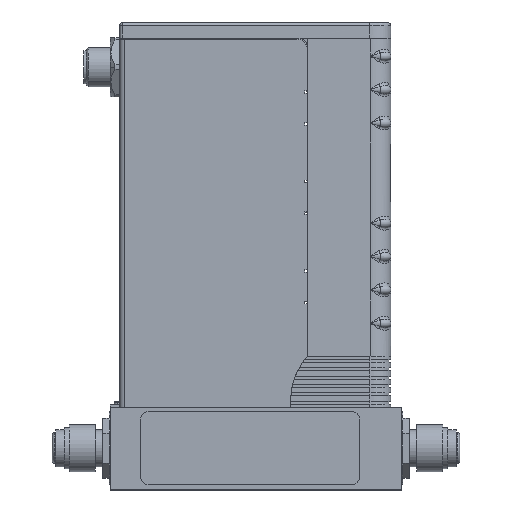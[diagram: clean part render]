
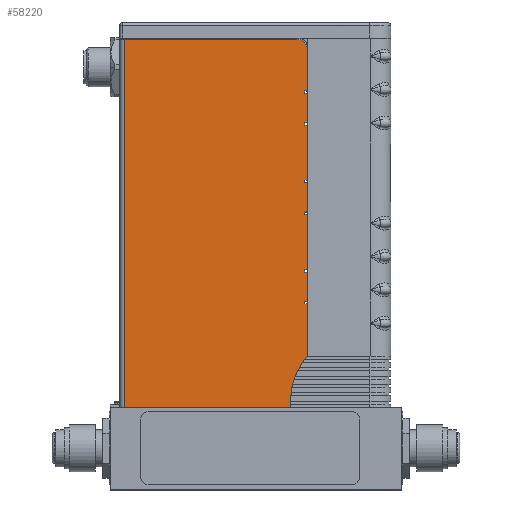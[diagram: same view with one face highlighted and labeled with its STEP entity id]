
A CAD part, top view. The second image highlights one B-rep face of the part: STEP entity #58220.
In plain terms, the highlighted planar face has unit normal (0, 0, 1).
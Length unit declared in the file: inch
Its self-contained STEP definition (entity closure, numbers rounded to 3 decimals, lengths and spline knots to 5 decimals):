
#55907=DIRECTION('',(1.,0.,0.));
#55908=VECTOR('',#55907,1.98925);
#55909=CARTESIAN_POINT('',(0.06,0.,0.5625));
#55910=LINE('',#55909,#55908);
#56057=DIRECTION('',(-1.,0.,0.));
#56058=VECTOR('',#56057,0.03);
#56059=CARTESIAN_POINT('',(2.25,3.79,0.5625));
#56060=LINE('',#56059,#56058);
#56061=DIRECTION('',(0.,-1.,0.));
#56062=VECTOR('',#56061,0.03);
#56063=CARTESIAN_POINT('',(2.22,3.79,0.5625));
#56064=LINE('',#56063,#56062);
#56065=DIRECTION('',(-1.,0.,0.));
#56066=VECTOR('',#56065,0.03);
#56067=CARTESIAN_POINT('',(2.25,3.76,0.5625));
#56068=LINE('',#56067,#56066);
#56069=DIRECTION('',(0.,-1.,0.));
#56070=VECTOR('',#56069,0.35);
#56071=CARTESIAN_POINT('',(2.25,3.76,0.5625));
#56072=LINE('',#56071,#56070);
#56073=DIRECTION('',(-1.,0.,0.));
#56074=VECTOR('',#56073,0.03);
#56075=CARTESIAN_POINT('',(2.25,3.41,0.5625));
#56076=LINE('',#56075,#56074);
#56077=DIRECTION('',(0.,-1.,0.));
#56078=VECTOR('',#56077,0.03);
#56079=CARTESIAN_POINT('',(2.22,3.41,0.5625));
#56080=LINE('',#56079,#56078);
#56081=DIRECTION('',(-1.,0.,0.));
#56082=VECTOR('',#56081,0.03);
#56083=CARTESIAN_POINT('',(2.25,3.38,0.5625));
#56084=LINE('',#56083,#56082);
#56085=DIRECTION('',(-1.,0.,0.));
#56086=VECTOR('',#56085,0.03);
#56087=CARTESIAN_POINT('',(2.25,2.72,0.5625));
#56088=LINE('',#56087,#56086);
#56089=DIRECTION('',(0.,-1.,0.));
#56090=VECTOR('',#56089,0.03);
#56091=CARTESIAN_POINT('',(2.22,2.72,0.5625));
#56092=LINE('',#56091,#56090);
#56093=DIRECTION('',(-1.,0.,0.));
#56094=VECTOR('',#56093,0.03);
#56095=CARTESIAN_POINT('',(2.25,2.69,0.5625));
#56096=LINE('',#56095,#56094);
#56097=DIRECTION('',(0.,-1.,0.));
#56098=VECTOR('',#56097,0.35);
#56099=CARTESIAN_POINT('',(2.25,2.69,0.5625));
#56100=LINE('',#56099,#56098);
#56101=DIRECTION('',(-1.,0.,0.));
#56102=VECTOR('',#56101,0.03);
#56103=CARTESIAN_POINT('',(2.25,2.34,0.5625));
#56104=LINE('',#56103,#56102);
#56105=DIRECTION('',(0.,-1.,0.));
#56106=VECTOR('',#56105,0.03);
#56107=CARTESIAN_POINT('',(2.22,2.34,0.5625));
#56108=LINE('',#56107,#56106);
#56109=DIRECTION('',(-1.,0.,0.));
#56110=VECTOR('',#56109,0.03);
#56111=CARTESIAN_POINT('',(2.25,2.31,0.5625));
#56112=LINE('',#56111,#56110);
#56113=DIRECTION('',(-1.,0.,0.));
#56114=VECTOR('',#56113,0.03);
#56115=CARTESIAN_POINT('',(2.25,1.65,0.5625));
#56116=LINE('',#56115,#56114);
#56117=DIRECTION('',(0.,-1.,0.));
#56118=VECTOR('',#56117,0.03);
#56119=CARTESIAN_POINT('',(2.22,1.65,0.5625));
#56120=LINE('',#56119,#56118);
#56121=DIRECTION('',(-1.,0.,0.));
#56122=VECTOR('',#56121,0.03);
#56123=CARTESIAN_POINT('',(2.25,1.62,0.5625));
#56124=LINE('',#56123,#56122);
#56125=DIRECTION('',(0.,-1.,0.));
#56126=VECTOR('',#56125,0.35);
#56127=CARTESIAN_POINT('',(2.25,1.62,0.5625));
#56128=LINE('',#56127,#56126);
#56129=DIRECTION('',(-1.,0.,0.));
#56130=VECTOR('',#56129,0.03);
#56131=CARTESIAN_POINT('',(2.25,1.27,0.5625));
#56132=LINE('',#56131,#56130);
#56133=DIRECTION('',(0.,-1.,0.));
#56134=VECTOR('',#56133,0.03);
#56135=CARTESIAN_POINT('',(2.22,1.27,0.5625));
#56136=LINE('',#56135,#56134);
#56137=DIRECTION('',(-1.,0.,0.));
#56138=VECTOR('',#56137,0.03);
#56139=CARTESIAN_POINT('',(2.25,1.24,0.5625));
#56140=LINE('',#56139,#56138);
#56141=CARTESIAN_POINT('',(2.84925,0.08,0.5625));
#56142=DIRECTION('',(0.,0.,1.));
#56143=DIRECTION('',(-0.749,0.663,0.));
#56144=AXIS2_PLACEMENT_3D('',#56141,#56142,#56143);
#56146=DIRECTION('',(0.,1.,0.));
#56147=VECTOR('',#56146,0.08);
#56148=CARTESIAN_POINT('',(2.04925,0.,0.5625));
#56149=LINE('',#56148,#56147);
#56159=DIRECTION('',(0.,-1.,0.));
#56160=VECTOR('',#56159,4.41);
#56161=CARTESIAN_POINT('',(0.06,4.41,0.5625));
#56162=LINE('',#56161,#56160);
#56485=DIRECTION('',(1.,0.,0.));
#56486=VECTOR('',#56485,2.065);
#56487=CARTESIAN_POINT('',(0.06,4.41,0.5625));
#56488=LINE('',#56487,#56486);
#56665=CARTESIAN_POINT('',(2.125,4.285,0.5625));
#56666=DIRECTION('',(0.,0.,1.));
#56667=DIRECTION('',(1.,0.,0.));
#56668=AXIS2_PLACEMENT_3D('',#56665,#56666,#56667);
#56687=DIRECTION('',(0.,1.,0.));
#56688=VECTOR('',#56687,0.66);
#56689=CARTESIAN_POINT('',(2.25,1.65,0.5625));
#56690=LINE('',#56689,#56688);
#56699=DIRECTION('',(0.,1.,0.));
#56700=VECTOR('',#56699,0.66);
#56701=CARTESIAN_POINT('',(2.25,2.72,0.5625));
#56702=LINE('',#56701,#56700);
#56707=DIRECTION('',(0.,1.,0.));
#56708=VECTOR('',#56707,0.495);
#56709=CARTESIAN_POINT('',(2.25,3.79,0.5625));
#56710=LINE('',#56709,#56708);
#56711=DIRECTION('',(0.,1.,0.));
#56712=VECTOR('',#56711,0.63);
#56713=CARTESIAN_POINT('',(2.25,0.61,0.5625));
#56714=LINE('',#56713,#56712);
#57527=CARTESIAN_POINT('',(2.25,4.285,0.5625));
#57529=VERTEX_POINT('',#57527);
#57531=CARTESIAN_POINT('',(2.125,4.41,0.5625));
#57532=VERTEX_POINT('',#57531);
#57555=CARTESIAN_POINT('',(0.06,4.41,0.5625));
#57556=VERTEX_POINT('',#57555);
#57557=CARTESIAN_POINT('',(0.06,0.,0.5625));
#57558=VERTEX_POINT('',#57557);
#57835=CARTESIAN_POINT('',(2.25,1.27,0.5625));
#57836=CARTESIAN_POINT('',(2.22,1.27,0.5625));
#57837=VERTEX_POINT('',#57835);
#57838=VERTEX_POINT('',#57836);
#57839=CARTESIAN_POINT('',(2.22,1.24,0.5625));
#57840=VERTEX_POINT('',#57839);
#57841=CARTESIAN_POINT('',(2.25,1.24,0.5625));
#57842=VERTEX_POINT('',#57841);
#57843=CARTESIAN_POINT('',(2.25,1.65,0.5625));
#57844=CARTESIAN_POINT('',(2.22,1.65,0.5625));
#57845=VERTEX_POINT('',#57843);
#57846=VERTEX_POINT('',#57844);
#57847=CARTESIAN_POINT('',(2.22,1.62,0.5625));
#57848=VERTEX_POINT('',#57847);
#57849=CARTESIAN_POINT('',(2.25,1.62,0.5625));
#57850=VERTEX_POINT('',#57849);
#57867=CARTESIAN_POINT('',(2.25,2.34,0.5625));
#57868=CARTESIAN_POINT('',(2.22,2.34,0.5625));
#57869=VERTEX_POINT('',#57867);
#57870=VERTEX_POINT('',#57868);
#57871=CARTESIAN_POINT('',(2.22,2.31,0.5625));
#57872=VERTEX_POINT('',#57871);
#57873=CARTESIAN_POINT('',(2.25,2.31,0.5625));
#57874=VERTEX_POINT('',#57873);
#57875=CARTESIAN_POINT('',(2.25,2.72,0.5625));
#57876=CARTESIAN_POINT('',(2.22,2.72,0.5625));
#57877=VERTEX_POINT('',#57875);
#57878=VERTEX_POINT('',#57876);
#57879=CARTESIAN_POINT('',(2.22,2.69,0.5625));
#57880=VERTEX_POINT('',#57879);
#57881=CARTESIAN_POINT('',(2.25,2.69,0.5625));
#57882=VERTEX_POINT('',#57881);
#57899=CARTESIAN_POINT('',(2.25,3.41,0.5625));
#57900=CARTESIAN_POINT('',(2.22,3.41,0.5625));
#57901=VERTEX_POINT('',#57899);
#57902=VERTEX_POINT('',#57900);
#57903=CARTESIAN_POINT('',(2.22,3.38,0.5625));
#57904=VERTEX_POINT('',#57903);
#57905=CARTESIAN_POINT('',(2.25,3.38,0.5625));
#57906=VERTEX_POINT('',#57905);
#57907=CARTESIAN_POINT('',(2.25,3.79,0.5625));
#57908=CARTESIAN_POINT('',(2.22,3.79,0.5625));
#57909=VERTEX_POINT('',#57907);
#57910=VERTEX_POINT('',#57908);
#57911=CARTESIAN_POINT('',(2.22,3.76,0.5625));
#57912=VERTEX_POINT('',#57911);
#57913=CARTESIAN_POINT('',(2.25,3.76,0.5625));
#57914=VERTEX_POINT('',#57913);
#57935=CARTESIAN_POINT('',(2.04925,0.,0.5625));
#57936=VERTEX_POINT('',#57935);
#57943=CARTESIAN_POINT('',(2.25,0.61,0.5625));
#57944=VERTEX_POINT('',#57943);
#57947=CARTESIAN_POINT('',(2.04925,0.08,0.5625));
#57948=VERTEX_POINT('',#57947);
#58153=CARTESIAN_POINT('',(0.,0.,0.5625));
#58154=DIRECTION('',(0.,0.,1.));
#58155=DIRECTION('',(1.,0.,0.));
#58156=AXIS2_PLACEMENT_3D('',#58153,#58154,#58155);
#58157=PLANE('',#58156);
#58158=ORIENTED_EDGE('',*,*,#58000,.F.);
#58160=ORIENTED_EDGE('',*,*,#58159,.F.);
#58162=ORIENTED_EDGE('',*,*,#58161,.T.);
#58164=ORIENTED_EDGE('',*,*,#58163,.F.);
#58166=ORIENTED_EDGE('',*,*,#58165,.F.);
#58168=ORIENTED_EDGE('',*,*,#58167,.T.);
#58170=ORIENTED_EDGE('',*,*,#58169,.T.);
#58172=ORIENTED_EDGE('',*,*,#58171,.F.);
#58174=ORIENTED_EDGE('',*,*,#58173,.T.);
#58176=ORIENTED_EDGE('',*,*,#58175,.T.);
#58178=ORIENTED_EDGE('',*,*,#58177,.T.);
#58180=ORIENTED_EDGE('',*,*,#58179,.F.);
#58182=ORIENTED_EDGE('',*,*,#58181,.F.);
#58184=ORIENTED_EDGE('',*,*,#58183,.T.);
#58186=ORIENTED_EDGE('',*,*,#58185,.T.);
#58188=ORIENTED_EDGE('',*,*,#58187,.F.);
#58190=ORIENTED_EDGE('',*,*,#58189,.T.);
#58192=ORIENTED_EDGE('',*,*,#58191,.T.);
#58194=ORIENTED_EDGE('',*,*,#58193,.T.);
#58196=ORIENTED_EDGE('',*,*,#58195,.F.);
#58198=ORIENTED_EDGE('',*,*,#58197,.F.);
#58200=ORIENTED_EDGE('',*,*,#58199,.T.);
#58202=ORIENTED_EDGE('',*,*,#58201,.T.);
#58204=ORIENTED_EDGE('',*,*,#58203,.F.);
#58206=ORIENTED_EDGE('',*,*,#58205,.T.);
#58208=ORIENTED_EDGE('',*,*,#58207,.T.);
#58210=ORIENTED_EDGE('',*,*,#58209,.T.);
#58212=ORIENTED_EDGE('',*,*,#58211,.F.);
#58214=ORIENTED_EDGE('',*,*,#58213,.F.);
#58216=ORIENTED_EDGE('',*,*,#58215,.T.);
#58217=ORIENTED_EDGE('',*,*,#58130,.F.);
#58218=EDGE_LOOP('',(#58158,#58160,#58162,#58164,#58166,#58168,#58170,#58172,
#58174,#58176,#58178,#58180,#58182,#58184,#58186,#58188,#58190,#58192,#58194,
#58196,#58198,#58200,#58202,#58204,#58206,#58208,#58210,#58212,#58214,#58216,
#58217));
#58219=FACE_OUTER_BOUND('',#58218,.F.);
#58220=ADVANCED_FACE('',(#58219),#58157,.T.);
#56145=CIRCLE('',#56144,0.8);
#56669=CIRCLE('',#56668,0.125);
#58000=EDGE_CURVE('',#57558,#57936,#55910,.T.);
#58130=EDGE_CURVE('',#57936,#57948,#56149,.T.);
#58159=EDGE_CURVE('',#57556,#57558,#56162,.T.);
#58161=EDGE_CURVE('',#57556,#57532,#56488,.T.);
#58163=EDGE_CURVE('',#57529,#57532,#56669,.T.);
#58165=EDGE_CURVE('',#57909,#57529,#56710,.T.);
#58167=EDGE_CURVE('',#57909,#57910,#56060,.T.);
#58169=EDGE_CURVE('',#57910,#57912,#56064,.T.);
#58171=EDGE_CURVE('',#57914,#57912,#56068,.T.);
#58173=EDGE_CURVE('',#57914,#57901,#56072,.T.);
#58175=EDGE_CURVE('',#57901,#57902,#56076,.T.);
#58177=EDGE_CURVE('',#57902,#57904,#56080,.T.);
#58179=EDGE_CURVE('',#57906,#57904,#56084,.T.);
#58181=EDGE_CURVE('',#57877,#57906,#56702,.T.);
#58183=EDGE_CURVE('',#57877,#57878,#56088,.T.);
#58185=EDGE_CURVE('',#57878,#57880,#56092,.T.);
#58187=EDGE_CURVE('',#57882,#57880,#56096,.T.);
#58189=EDGE_CURVE('',#57882,#57869,#56100,.T.);
#58191=EDGE_CURVE('',#57869,#57870,#56104,.T.);
#58193=EDGE_CURVE('',#57870,#57872,#56108,.T.);
#58195=EDGE_CURVE('',#57874,#57872,#56112,.T.);
#58197=EDGE_CURVE('',#57845,#57874,#56690,.T.);
#58199=EDGE_CURVE('',#57845,#57846,#56116,.T.);
#58201=EDGE_CURVE('',#57846,#57848,#56120,.T.);
#58203=EDGE_CURVE('',#57850,#57848,#56124,.T.);
#58205=EDGE_CURVE('',#57850,#57837,#56128,.T.);
#58207=EDGE_CURVE('',#57837,#57838,#56132,.T.);
#58209=EDGE_CURVE('',#57838,#57840,#56136,.T.);
#58211=EDGE_CURVE('',#57842,#57840,#56140,.T.);
#58213=EDGE_CURVE('',#57944,#57842,#56714,.T.);
#58215=EDGE_CURVE('',#57944,#57948,#56145,.T.);
